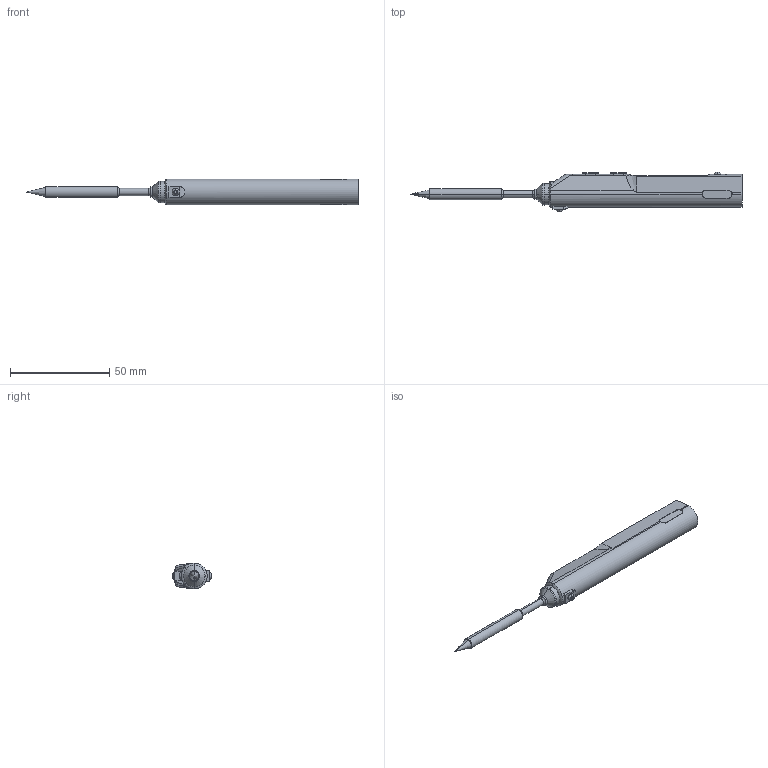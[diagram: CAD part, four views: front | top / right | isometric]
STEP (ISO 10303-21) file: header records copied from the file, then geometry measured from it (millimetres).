
FILE_DESCRIPTION (( 'STEP AP214' ), '1' );
FILE_NAME ('TS100 Soldering Iron ASSY.STEP', '2019-06-29T22:36:14', ( '' ), ( '' ), 'SwSTEP 2.0', 'SolidWorks 2018', '' );
FILE_SCHEMA (( 'AUTOMOTIVE_DESIGN' ));
Length unit declared in the file: millimetre
Products named in the file (4): 18-8 SS BH SH Cap Screw M2x4mm - 92095A451_92095A451; TS100 Body; TS100 Tips_TS-B2; TS100 Soldering Iron ASSY
Assembly tree (5 placements, depth 2):
  TS100 Soldering Iron ASSY
    TS100 Body
    TS100 Tips_TS-B2
    18-8 SS BH SH Cap Screw M2x4mm - 92095A451_92095A451  x3
Bounding box: 166.85 x 19.85 x 13 mm (x, y, z)
Volume: 18091.8 mm3; surface area: 10166.3 mm2
Topology: 13 solids, 14 shells, 431 faces, 1043 edges, 668 vertices
Faces by surface type: cylinder 148, plane 124, bspline 105, cone 34, torus 12, sphere 8
Entity records: 19739 total; most frequent: CARTESIAN_POINT 9691, ORIENTED_EDGE 1618, DIRECTION 1210, EDGE_CURVE 809, VERTEX_POINT 524, AXIS2_PLACEMENT_3D 465, EDGE_LOOP 379, ADVANCED_FACE 339
